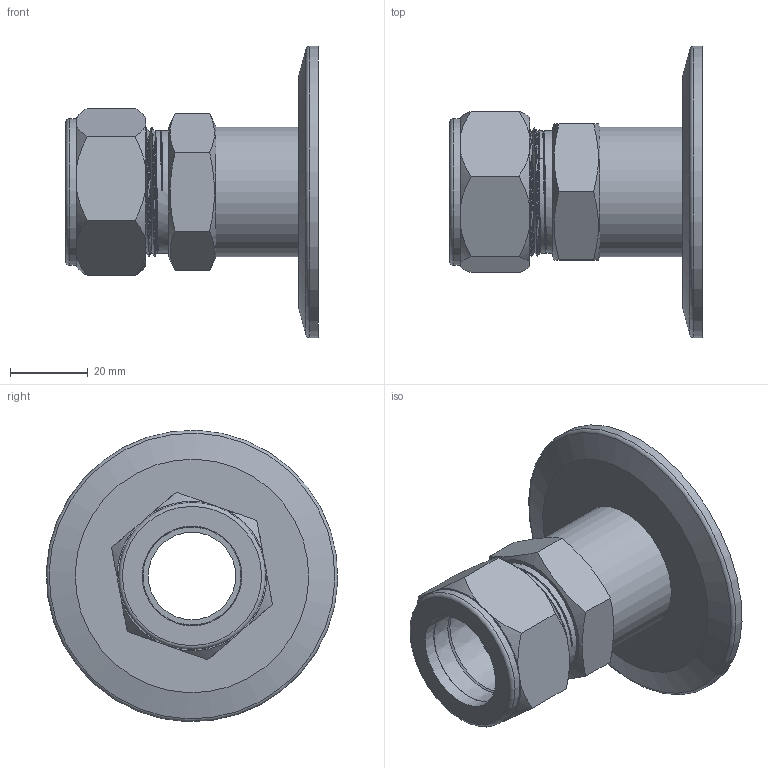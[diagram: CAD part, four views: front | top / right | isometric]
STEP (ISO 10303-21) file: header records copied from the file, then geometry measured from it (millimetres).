
FILE_DESCRIPTION (( 'STEP AP214' ), '1' );
FILE_NAME ('1KF50DB1FULLVAC.STEP', '2025-07-02T12:18:58', ( '' ), ( '' ), 'SwSTEP 2.0', 'SolidWorks 2017', '' );
FILE_SCHEMA (( 'AUTOMOTIVE_DESIGN' ));
Length unit declared in the file: millimetre
Products named in the file (1): 1KF50DB1FULLVAC
Bounding box: 65 x 74.95 x 74.95 mm (x, y, z)
Surface area: 27144.2 mm2 (no closed solid volume)
Topology: 0 solids, 7 shells, 73 faces, 194 edges, 132 vertices
Faces by surface type: plane 25, cone 20, cylinder 18, bspline 8, torus 2
Full cylindrical faces by diameter (mm): 22.5 x1, 25.6 x2, 30 x1, 31.55 x1, 33.33 x1, 33.5 x1, 37.8 x1, 46.1 x1, 52.5 x1, 75 x1
Entity records: 8057 total; most frequent: CARTESIAN_POINT 5709, ORIENTED_EDGE 298, DIRECTION 279, EDGE_CURVE 166, VERTEX_POINT 125, AXIS2_PLACEMENT_3D 120, EDGE_LOOP 104, FACE_OUTER_BOUND 85
